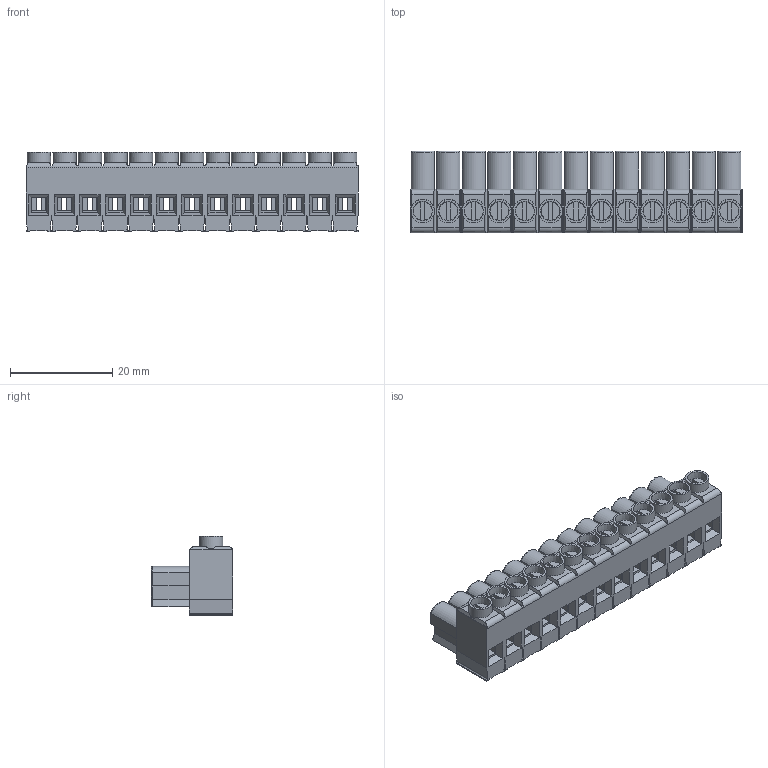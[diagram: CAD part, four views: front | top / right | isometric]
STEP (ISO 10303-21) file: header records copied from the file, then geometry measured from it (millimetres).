
FILE_DESCRIPTION(/* description */ ('Unknown'),/* implementation_level */ '2;1');
FILE_NAME(/* name */ '691385700013',/* time_stamp */ '2016-06-14T16:22:25+02:00',/* author */ ('Unknown'),/* organization */ ('Unknown'),/* preprocessor_version */ 'ST-DEVELOPER v16.7',/* originating_system */ 'DEX',/* authorisation */ $);
FILE_SCHEMA (('AUTOMOTIVE_DESIGN {1 0 10303 214 3 1 1}'));
Length unit declared in the file: millimetre
Products named in the file (1): 691385700013
Bounding box: 65 x 16 x 15.5 mm (x, y, z)
Volume: 8406.6 mm3; surface area: 9356.9 mm2
Topology: 1 solids, 1 shells, 973 faces, 2666 edges, 1708 vertices
Faces by surface type: plane 684, cylinder 263, cone 13, torus 13
Full cylindrical faces by diameter (mm): 4.6 x13
Entity records: 38020 total; most frequent: CARTESIAN_POINT 6206, ORIENTED_EDGE 5228, DIRECTION 5205, EDGE_CURVE 2614, LINE 1919, VECTOR 1919, VERTEX_POINT 1682, AXIS2_PLACEMENT_3D 1643
